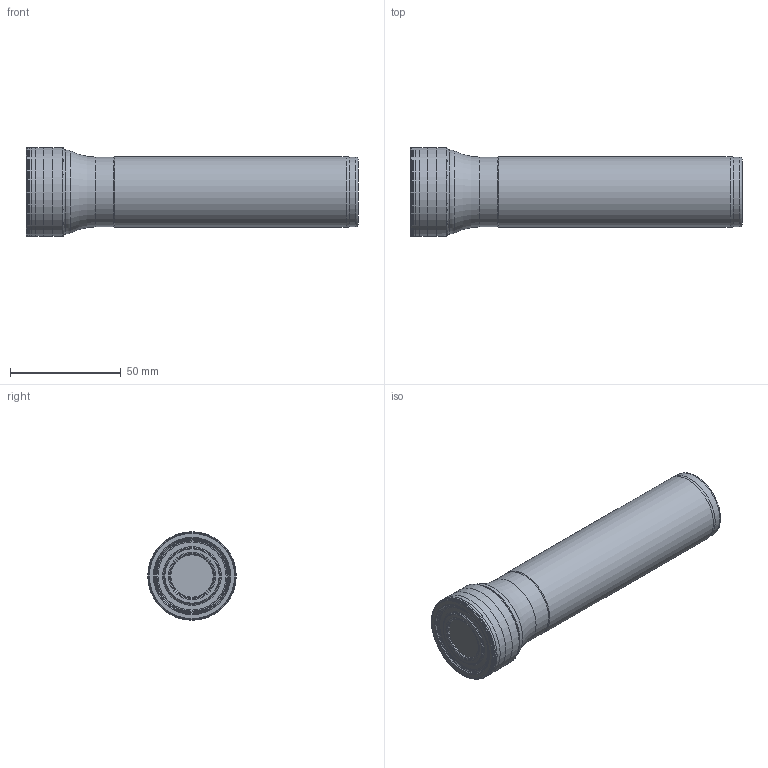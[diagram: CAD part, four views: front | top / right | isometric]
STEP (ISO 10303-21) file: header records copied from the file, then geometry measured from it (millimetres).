
FILE_DESCRIPTION(/* description */ (''),/* implementation_level */ '2;1');
FILE_NAME(/* name */ 'AEM90-LN15T6-D40-W32-L150-Z03-H.stp',/* time_stamp */ '2023-10-25T17:58:58+03:00',/* author */ (''),/* organization */ (''),/* preprocessor_version */ 'ST-DEVELOPER v19.4',/* originating_system */ 'SIEMENS PLM Software NX2306.3001',/* authorisation */ '');
FILE_SCHEMA (('AUTOMOTIVE_DESIGN { 1 0 10303 214 3 1 1 1 }'));
Length unit declared in the file: millimetre
Products named in the file (1): AEM90-LN15T6-D40-W32-L150-Z03-H
Bounding box: 149.99 x 40 x 40 mm (x, y, z)
Volume: 140676.7 mm3; surface area: 22382.2 mm2
Topology: 2 solids, 2 shells, 82 faces, 159 edges, 81 vertices
Faces by surface type: revolution 48, cone 18, torus 8, plane 4, cylinder 4
Full cylindrical faces by diameter (mm): 31.5 x2, 32 x1, 38 x1
Entity records: 2045 total; most frequent: CARTESIAN_POINT 450, DIRECTION 302, EDGE_LOOP 162, ORIENTED_EDGE 162, FACE_BOUND 160, AXIS2_PLACEMENT_3D 127, ADVANCED_FACE 82, VERTEX_POINT 81
